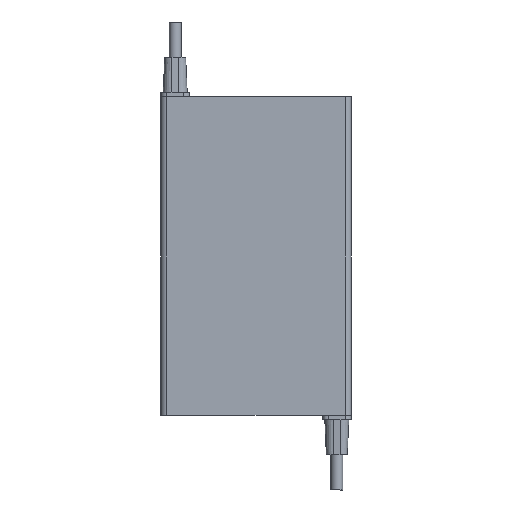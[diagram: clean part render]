
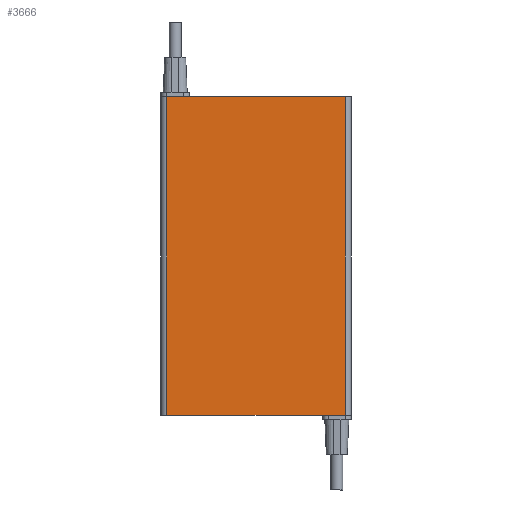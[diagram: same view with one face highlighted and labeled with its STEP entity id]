
A CAD part, front view. The second image highlights one B-rep face of the part: STEP entity #3666.
In plain terms, the highlighted planar face has unit normal (0, -1, 0).
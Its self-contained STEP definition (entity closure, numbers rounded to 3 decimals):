
#241 = DIRECTION ( 'NONE',  ( 0., 1., 0. ) ) ;
#430 = EDGE_CURVE ( 'NONE', #5357, #4860, #6269, .T. ) ;
#713 = CARTESIAN_POINT ( 'NONE',  ( 61., -39.5, 109. ) ) ;
#1338 = LINE ( 'NONE', #2572, #4235 ) ;
#1558 = ORIENTED_EDGE ( 'NONE', *, *, #430, .T. ) ;
#1577 = EDGE_LOOP ( 'NONE', ( #7136, #2842, #5825, #1558 ) ) ;
#2135 = CARTESIAN_POINT ( 'NONE',  ( -61., -39.5, 109. ) ) ;
#2251 = EDGE_CURVE ( 'NONE', #5425, #5577, #6117, .T. ) ;
#2271 = CARTESIAN_POINT ( 'NONE',  ( 61., -39.5, -109. ) ) ;
#2572 = CARTESIAN_POINT ( 'NONE',  ( 61., -39.5, -109. ) ) ;
#2842 = ORIENTED_EDGE ( 'NONE', *, *, #2251, .F. ) ;
#2967 = PLANE ( 'NONE',  #5375 ) ;
#2981 = EDGE_CURVE ( 'NONE', #4860, #5577, #1338, .T. ) ;
#3334 = CARTESIAN_POINT ( 'NONE',  ( 61., -39.5, 109. ) ) ;
#3666 = ADVANCED_FACE ( 'NONE', ( #5331 ), #2967, .F. ) ;
#3979 = CARTESIAN_POINT ( 'NONE',  ( -61., -39.5, 109. ) ) ;
#4166 = CARTESIAN_POINT ( 'NONE',  ( 61., -39.5, 109. ) ) ;
#4235 = VECTOR ( 'NONE', #7138, 1000. ) ;
#4760 = DIRECTION ( 'NONE',  ( 1., 0., 0. ) ) ;
#4860 = VERTEX_POINT ( 'NONE', #6827 ) ;
#5182 = VECTOR ( 'NONE', #6860, 1000. ) ;
#5331 = FACE_OUTER_BOUND ( 'NONE', #1577, .T. ) ;
#5357 = VERTEX_POINT ( 'NONE', #2135 ) ;
#5375 = AXIS2_PLACEMENT_3D ( 'NONE', #4166, #241, #5407 ) ;
#5407 = DIRECTION ( 'NONE',  ( 0., 0., 1. ) ) ;
#5425 = VERTEX_POINT ( 'NONE', #3334 ) ;
#5577 = VERTEX_POINT ( 'NONE', #2271 ) ;
#5601 = DIRECTION ( 'NONE',  ( 0., 0., -1. ) ) ;
#5825 = ORIENTED_EDGE ( 'NONE', *, *, #6085, .F. ) ;
#5879 = LINE ( 'NONE', #713, #5902 ) ;
#5902 = VECTOR ( 'NONE', #4760, 1000. ) ;
#6005 = VECTOR ( 'NONE', #5601, 1000. ) ;
#6085 = EDGE_CURVE ( 'NONE', #5357, #5425, #5879, .T. ) ;
#6117 = LINE ( 'NONE', #6223, #6005 ) ;
#6223 = CARTESIAN_POINT ( 'NONE',  ( 61., -39.5, 109. ) ) ;
#6269 = LINE ( 'NONE', #3979, #5182 ) ;
#6827 = CARTESIAN_POINT ( 'NONE',  ( -61., -39.5, -109. ) ) ;
#6860 = DIRECTION ( 'NONE',  ( 0., 0., -1. ) ) ;
#7136 = ORIENTED_EDGE ( 'NONE', *, *, #2981, .T. ) ;
#7138 = DIRECTION ( 'NONE',  ( 1., 0., 0. ) ) ;
